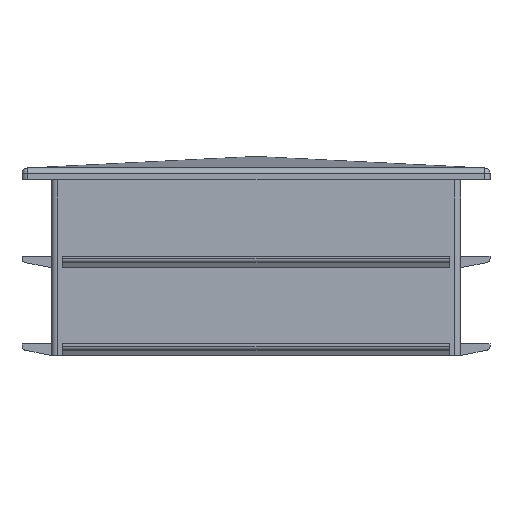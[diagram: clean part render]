
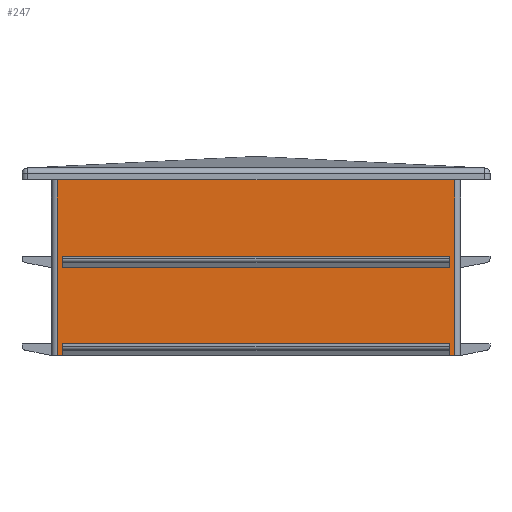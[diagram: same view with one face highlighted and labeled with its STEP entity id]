
A CAD part, front view. The second image highlights one B-rep face of the part: STEP entity #247.
In plain terms, the highlighted planar face has unit normal (0, -1, 0).
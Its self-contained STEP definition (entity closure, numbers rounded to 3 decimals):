
#247 = ADVANCED_FACE( '', ( #503, #504 ), #505, .F. );
#503 = FACE_BOUND( '', #764, .T. );
#504 = FACE_OUTER_BOUND( '', #765, .T. );
#505 = PLANE( '', #766 );
#764 = EDGE_LOOP( '', ( #1424, #1425, #1426, #1427 ) );
#765 = EDGE_LOOP( '', ( #1428, #1429, #1430, #1431, #1432, #1433, #1434, #1435 ) );
#766 = AXIS2_PLACEMENT_3D( '', #1436, #1437, #1438 );
#1424 = ORIENTED_EDGE( '', *, *, #1728, .F. );
#1425 = ORIENTED_EDGE( '', *, *, #1817, .F. );
#1426 = ORIENTED_EDGE( '', *, *, #1779, .T. );
#1427 = ORIENTED_EDGE( '', *, *, #1773, .T. );
#1428 = ORIENTED_EDGE( '', *, *, #1613, .F. );
#1429 = ORIENTED_EDGE( '', *, *, #1682, .F. );
#1430 = ORIENTED_EDGE( '', *, *, #1752, .F. );
#1431 = ORIENTED_EDGE( '', *, *, #1759, .T. );
#1432 = ORIENTED_EDGE( '', *, *, #1801, .T. );
#1433 = ORIENTED_EDGE( '', *, *, #1812, .T. );
#1434 = ORIENTED_EDGE( '', *, *, #1754, .F. );
#1435 = ORIENTED_EDGE( '', *, *, #1582, .T. );
#1436 = CARTESIAN_POINT( '', ( 17.5, -17.5, -15. ) );
#1437 = DIRECTION( '', ( 0., 1., 0. ) );
#1438 = DIRECTION( '', ( 0., 0., 1. ) );
#1582 = EDGE_CURVE( '', #1892, #1898, #1900, .T. );
#1613 = EDGE_CURVE( '', #1949, #1898, #1951, .T. );
#1682 = EDGE_CURVE( '', #2060, #1949, #2062, .T. );
#1728 = EDGE_CURVE( '', #2120, #2115, #2122, .T. );
#1752 = EDGE_CURVE( '', #2154, #2060, #2156, .T. );
#1754 = EDGE_CURVE( '', #1892, #2158, #2159, .T. );
#1759 = EDGE_CURVE( '', #2154, #2164, #2166, .T. );
#1773 = EDGE_CURVE( '', #2180, #2115, #2183, .T. );
#1779 = EDGE_CURVE( '', #2189, #2180, #2191, .T. );
#1801 = EDGE_CURVE( '', #2164, #2214, #2216, .T. );
#1812 = EDGE_CURVE( '', #2214, #2158, #2227, .F. );
#1817 = EDGE_CURVE( '', #2189, #2120, #2232, .T. );
#1892 = VERTEX_POINT( '', #2331 );
#1898 = VERTEX_POINT( '', #2339 );
#1900 = LINE( '', #2342, #2343 );
#1949 = VERTEX_POINT( '', #2412 );
#1951 = LINE( '', #2415, #2416 );
#2060 = VERTEX_POINT( '', #2562 );
#2062 = LINE( '', #2565, #2566 );
#2115 = VERTEX_POINT( '', #2643 );
#2120 = VERTEX_POINT( '', #2650 );
#2122 = LINE( '', #2653, #2654 );
#2154 = VERTEX_POINT( '', #2697 );
#2156 = LINE( '', #2699, #2700 );
#2158 = VERTEX_POINT( '', #2703 );
#2159 = LINE( '', #2704, #2705 );
#2164 = VERTEX_POINT( '', #2711 );
#2166 = LINE( '', #2713, #2714 );
#2180 = VERTEX_POINT( '', #2731 );
#2183 = LINE( '', #2736, #2737 );
#2189 = VERTEX_POINT( '', #2744 );
#2191 = LINE( '', #2747, #2748 );
#2214 = VERTEX_POINT( '', #2776 );
#2216 = LINE( '', #2778, #2779 );
#2227 = LINE( '', #2794, #2795 );
#2232 = LINE( '', #2800, #2801 );
#2331 = CARTESIAN_POINT( '', ( -16.5, -17.5, -15. ) );
#2339 = CARTESIAN_POINT( '', ( -16.5, -17.5, -14. ) );
#2342 = CARTESIAN_POINT( '', ( -16.5, -17.5, -15. ) );
#2343 = VECTOR( '', #2854, 1000. );
#2412 = CARTESIAN_POINT( '', ( 16.5, -17.5, -14. ) );
#2415 = CARTESIAN_POINT( '', ( 16.5, -17.5, -14. ) );
#2416 = VECTOR( '', #2882, 1000. );
#2562 = CARTESIAN_POINT( '', ( 16.5, -17.5, -15. ) );
#2565 = CARTESIAN_POINT( '', ( 16.5, -17.5, -15. ) );
#2566 = VECTOR( '', #2969, 1000. );
#2643 = CARTESIAN_POINT( '', ( -16.5, -17.5, -6.5 ) );
#2650 = CARTESIAN_POINT( '', ( 16.5, -17.5, -6.5 ) );
#2653 = CARTESIAN_POINT( '', ( 16.5, -17.5, -6.5 ) );
#2654 = VECTOR( '', #3012, 1000. );
#2697 = CARTESIAN_POINT( '', ( 17., -17.5, -15. ) );
#2699 = CARTESIAN_POINT( '', ( 17.5, -17.5, -15. ) );
#2700 = VECTOR( '', #3042, 1000. );
#2703 = CARTESIAN_POINT( '', ( -17., -17.5, -15. ) );
#2704 = CARTESIAN_POINT( '', ( 17.5, -17.5, -15. ) );
#2705 = VECTOR( '', #3044, 1000. );
#2711 = CARTESIAN_POINT( '', ( 17., -17.5, 0. ) );
#2713 = CARTESIAN_POINT( '', ( 17., -17.5, -15. ) );
#2714 = VECTOR( '', #3052, 1000. );
#2731 = CARTESIAN_POINT( '', ( -16.5, -17.5, -7.5 ) );
#2736 = CARTESIAN_POINT( '', ( -16.5, -17.5, -7.5 ) );
#2737 = VECTOR( '', #3067, 1000. );
#2744 = CARTESIAN_POINT( '', ( 16.5, -17.5, -7.5 ) );
#2747 = CARTESIAN_POINT( '', ( 16.5, -17.5, -7.5 ) );
#2748 = VECTOR( '', #3073, 1000. );
#2776 = CARTESIAN_POINT( '', ( -17., -17.5, 0. ) );
#2778 = CARTESIAN_POINT( '', ( 17.5, -17.5, 0. ) );
#2779 = VECTOR( '', #3103, 1000. );
#2794 = CARTESIAN_POINT( '', ( -17., -17.5, -15. ) );
#2795 = VECTOR( '', #3114, 1000. );
#2800 = CARTESIAN_POINT( '', ( 16.5, -17.5, -7.5 ) );
#2801 = VECTOR( '', #3115, 1000. );
#2854 = DIRECTION( '', ( 0., 0., 1. ) );
#2882 = DIRECTION( '', ( -1., 0., 0. ) );
#2969 = DIRECTION( '', ( 0., 0., 1. ) );
#3012 = DIRECTION( '', ( -1., 0., 0. ) );
#3042 = DIRECTION( '', ( -1., 0., 0. ) );
#3044 = DIRECTION( '', ( -1., 0., 0. ) );
#3052 = DIRECTION( '', ( 0., 0., 1. ) );
#3067 = DIRECTION( '', ( 0., 0., 1. ) );
#3073 = DIRECTION( '', ( -1., 0., 0. ) );
#3103 = DIRECTION( '', ( -1., 0., 0. ) );
#3114 = DIRECTION( '', ( 0., 0., 1. ) );
#3115 = DIRECTION( '', ( 0., 0., 1. ) );
